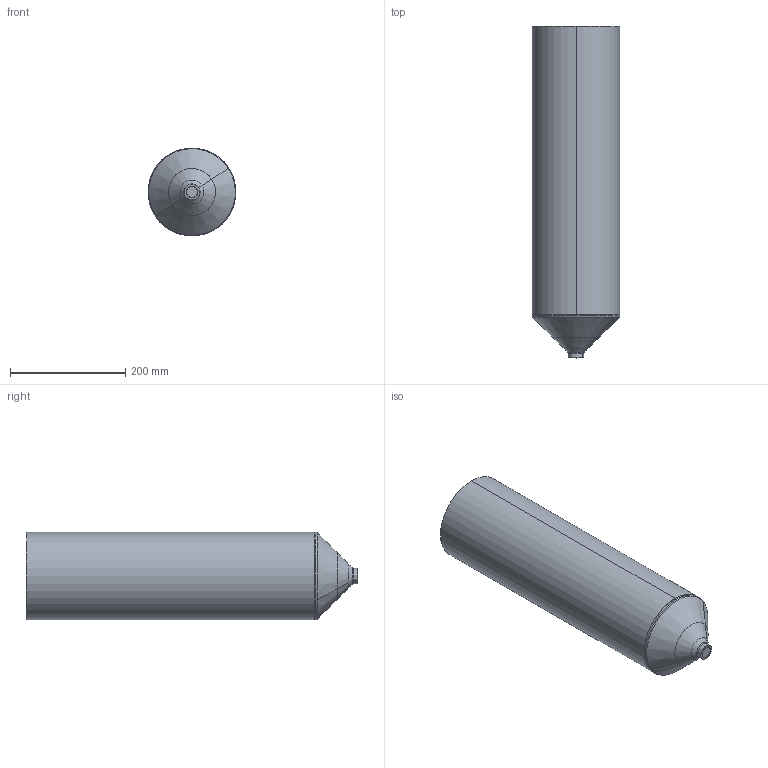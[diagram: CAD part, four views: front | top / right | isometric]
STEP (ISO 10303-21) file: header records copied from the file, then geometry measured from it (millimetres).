
FILE_DESCRIPTION (( 'STEP AP203' ), '1' );
FILE_NAME ('Hopper_Tank_Assembly.STEP', '2024-12-08T21:38:54', ( '' ), ( '' ), 'SwSTEP 2.0', 'SolidWorks 2024', '' );
FILE_SCHEMA (( 'CONFIG_CONTROL_DESIGN' ));
Length unit declared in the file: millimetre
Products named in the file (5): Hopper_Tank_Bottom_Cap; Hopper_Tank_Tube; Hopper_Tank_End_Cap; Hopper_Tank_Assembly; Hopper_Tank_Funnel
Assembly tree (4 placements, depth 2):
  Hopper_Tank_Assembly
    Hopper_Tank_Tube
    Hopper_Tank_Funnel
    Hopper_Tank_End_Cap
    Hopper_Tank_Bottom_Cap
Bounding box: 152.4 x 576.2 x 152.4 mm (x, y, z)
Volume: 1018292.3 mm3; surface area: 569415.8 mm2
Topology: 7 solids, 7 shells, 54 faces, 104 edges, 64 vertices
Faces by surface type: plane 18, cylinder 16, cone 12, torus 8
Entity records: 1913 total; most frequent: DIRECTION 290, CARTESIAN_POINT 229, ORIENTED_EDGE 208, AXIS2_PLACEMENT_3D 125, EDGE_CURVE 104, CIRCLE 64, VERTEX_POINT 64, EDGE_LOOP 60
